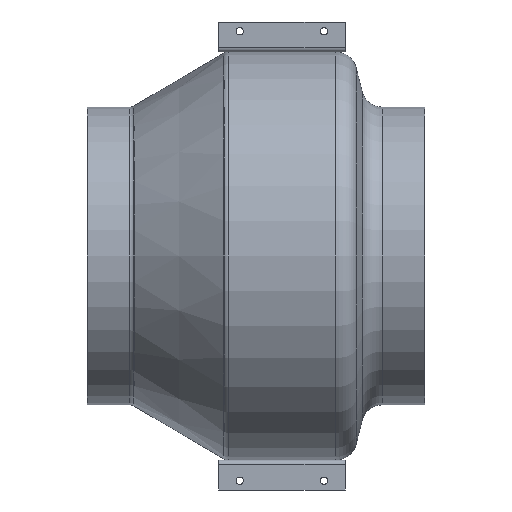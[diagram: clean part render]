
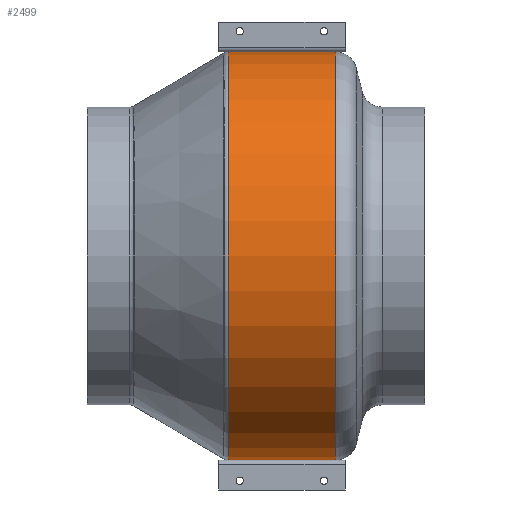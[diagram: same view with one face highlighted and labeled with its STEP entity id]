
A CAD part, front view. The second image highlights one B-rep face of the part: STEP entity #2499.
In plain terms, the highlighted cylindrical face has radius 242 mm (diameter 484 mm), a partial arc.
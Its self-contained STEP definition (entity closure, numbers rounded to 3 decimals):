
#69 = VERTEX_POINT ( 'NONE', #4843 ) ;
#2177 = VERTEX_POINT ( 'NONE', #4837 ) ;
#2181 = VERTEX_POINT ( 'NONE', #4894 ) ;
#2278 = VERTEX_POINT ( 'NONE', #5067 ) ;
#2424 = ORIENTED_EDGE ( 'NONE', *, *, #2457, .T. ) ;
#2425 = ORIENTED_EDGE ( 'NONE', *, *, #2426, .F. ) ;
#2426 = EDGE_CURVE ( 'NONE', #2181, #2177, #5366, .T. ) ;
#2445 = EDGE_CURVE ( 'NONE', #2278, #2181, #5391, .T. ) ;
#2457 = EDGE_CURVE ( 'NONE', #69, #2177, #5434, .T. ) ;
#2499 = ADVANCED_FACE ( 'NONE', ( #5502 ), #5501, .T. ) ;
#2500 = EDGE_LOOP ( 'NONE', ( #2501, #2502, #2424, #2425 ) ) ;
#2501 = ORIENTED_EDGE ( 'NONE', *, *, #2445, .F. ) ;
#2502 = ORIENTED_EDGE ( 'NONE', *, *, #2503, .T. ) ;
#2503 = EDGE_CURVE ( 'NONE', #2278, #69, #5500, .T. ) ;
#4837 = CARTESIAN_POINT ( 'NONE',  ( 166.859, 0., 242. ) ) ;
#4843 = CARTESIAN_POINT ( 'NONE',  ( 294.605, 0., 242. ) ) ;
#4894 = CARTESIAN_POINT ( 'NONE',  ( 166.859, 0., -242. ) ) ;
#5067 = CARTESIAN_POINT ( 'NONE',  ( 294.605, 0., -242. ) ) ;
#5362 = DIRECTION ( 'NONE',  ( 0., 0., 1. ) ) ;
#5363 = DIRECTION ( 'NONE',  ( -1., 0., 0. ) ) ;
#5364 = CARTESIAN_POINT ( 'NONE',  ( 166.859, 0., 0. ) ) ;
#5365 = AXIS2_PLACEMENT_3D ( 'NONE', #5364, #5363, #5362 ) ;
#5366 = CIRCLE ( 'NONE', #5365, 242. ) ;
#5390 = CARTESIAN_POINT ( 'NONE',  ( 0., 0., -242. ) ) ;
#5391 = LINE ( 'NONE', #5390, #5451 ) ;
#5431 = DIRECTION ( 'NONE',  ( -1., 0., 0. ) ) ;
#5432 = VECTOR ( 'NONE', #5431, 1000. ) ;
#5433 = CARTESIAN_POINT ( 'NONE',  ( 0., 0., 242. ) ) ;
#5434 = LINE ( 'NONE', #5433, #5432 ) ;
#5450 = DIRECTION ( 'NONE',  ( -1., 0., 0. ) ) ;
#5451 = VECTOR ( 'NONE', #5450, 1000. ) ;
#5492 = DIRECTION ( 'NONE',  ( 0., 0., 1. ) ) ;
#5493 = DIRECTION ( 'NONE',  ( -1., 0., 0. ) ) ;
#5494 = CARTESIAN_POINT ( 'NONE',  ( 294.605, 0., 0. ) ) ;
#5495 = AXIS2_PLACEMENT_3D ( 'NONE', #5494, #5493, #5492 ) ;
#5496 = DIRECTION ( 'NONE',  ( 0., 0., 1. ) ) ;
#5497 = DIRECTION ( 'NONE',  ( -1., 0., 0. ) ) ;
#5498 = CARTESIAN_POINT ( 'NONE',  ( 0., 0., 0. ) ) ;
#5499 = AXIS2_PLACEMENT_3D ( 'NONE', #5498, #5497, #5496 ) ;
#5500 = CIRCLE ( 'NONE', #5495, 242. ) ;
#5501 = CYLINDRICAL_SURFACE ( 'NONE', #5499, 242. ) ;
#5502 = FACE_OUTER_BOUND ( 'NONE', #2500, .T. ) ;
